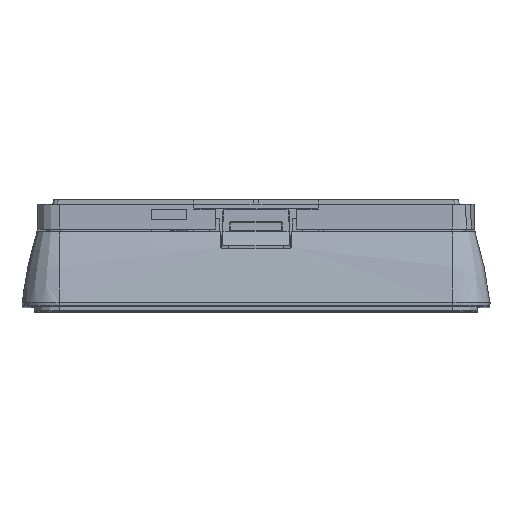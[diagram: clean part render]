
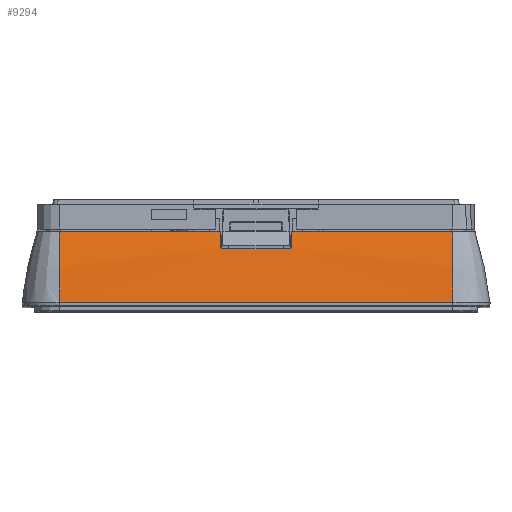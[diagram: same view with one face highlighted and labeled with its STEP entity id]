
A CAD part, top view. The second image highlights one B-rep face of the part: STEP entity #9294.
In plain terms, the highlighted free-form (B-spline) face has degree [2, 1] with [9, 2] control points.
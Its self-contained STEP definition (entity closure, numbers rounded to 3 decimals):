
#9294=ADVANCED_FACE('',(#18774),#160426,.T.);
#18774=FACE_OUTER_BOUND('',#28695,.T.);
#28695=EDGE_LOOP('',(#70724,#70725,#70726,#70727,#70728,#70729,#70730,#70731,
#70732,#70733));
#70724=ORIENTED_EDGE('',*,*,#103214,.T.);
#70725=ORIENTED_EDGE('',*,*,#103589,.T.);
#70726=ORIENTED_EDGE('',*,*,#103169,.T.);
#70727=ORIENTED_EDGE('',*,*,#103170,.T.);
#70728=ORIENTED_EDGE('',*,*,#103171,.T.);
#70729=ORIENTED_EDGE('',*,*,#103172,.T.);
#70730=ORIENTED_EDGE('',*,*,#103173,.T.);
#70731=ORIENTED_EDGE('',*,*,#103594,.T.);
#70732=ORIENTED_EDGE('',*,*,#103210,.T.);
#70733=ORIENTED_EDGE('',*,*,#100715,.F.);
#100715=EDGE_CURVE('',#147214,#147215,#123618,.T.);
#103169=EDGE_CURVE('',#148632,#148633,#132804,.T.);
#103170=EDGE_CURVE('',#148633,#148634,#125476,.T.);
#103171=EDGE_CURVE('',#148634,#148635,#125477,.T.);
#103172=EDGE_CURVE('',#148635,#148636,#125478,.T.);
#103173=EDGE_CURVE('',#148636,#148637,#132805,.T.);
#103210=EDGE_CURVE('',#148638,#147215,#125511,.T.);
#103214=EDGE_CURVE('',#147214,#148631,#125515,.T.);
#103589=EDGE_CURVE('',#148631,#148632,#125784,.T.);
#103594=EDGE_CURVE('',#148637,#148638,#125787,.T.);
#123618=B_SPLINE_CURVE_WITH_KNOTS('',1,(#327263,#327264),.UNSPECIFIED.,
 .F.,.F.,(2,2),(0.,79.),.UNSPECIFIED.);
#125476=B_SPLINE_CURVE_WITH_KNOTS('',3,(#334853,#334854,#334855,#334856,
#334857,#334858),.UNSPECIFIED.,.F.,.F.,(4,2,4),(0.,0.16,0.32),
 .UNSPECIFIED.);
#125477=B_SPLINE_CURVE_WITH_KNOTS('',1,(#334859,#334860),.UNSPECIFIED.,
 .F.,.F.,(2,2),(0.,13.807),.UNSPECIFIED.);
#125478=B_SPLINE_CURVE_WITH_KNOTS('',3,(#334861,#334862,#334863,#334864,
#334865,#334866),.UNSPECIFIED.,.F.,.F.,(4,2,4),(0.,0.16,0.32),
 .UNSPECIFIED.);
#125511=B_SPLINE_CURVE_WITH_KNOTS('',3,(#335101,#335102,#335103,#335104),
 .UNSPECIFIED.,.F.,.F.,(4,4),(-14.479,0.),.UNSPECIFIED.);
#125515=B_SPLINE_CURVE_WITH_KNOTS('',3,(#335145,#335146,#335147,#335148),
 .UNSPECIFIED.,.F.,.F.,(4,4),(-14.479,0.),.UNSPECIFIED.);
#125784=B_SPLINE_CURVE_WITH_KNOTS('',1,(#336420,#336421),.UNSPECIFIED.,
 .F.,.F.,(2,2),(-32.285,0.),.UNSPECIFIED.);
#125787=B_SPLINE_CURVE_WITH_KNOTS('',1,(#336436,#336437),.UNSPECIFIED.,
 .F.,.F.,(2,2),(-32.285,0.),.UNSPECIFIED.);
#132804=(
BOUNDED_CURVE()
B_SPLINE_CURVE(3,(#334849,#334850,#334851,#334852),.UNSPECIFIED.,.F.,.F.)
B_SPLINE_CURVE_WITH_KNOTS((4,4),(0.,3.341),.UNSPECIFIED.)
CURVE()
GEOMETRIC_REPRESENTATION_ITEM()
RATIONAL_B_SPLINE_CURVE((1.,1.,1.,1.))
REPRESENTATION_ITEM('')
);
#132805=(
BOUNDED_CURVE()
B_SPLINE_CURVE(3,(#334867,#334868,#334869,#334870),.UNSPECIFIED.,.F.,.F.)
B_SPLINE_CURVE_WITH_KNOTS((4,4),(0.,3.341),.UNSPECIFIED.)
CURVE()
GEOMETRIC_REPRESENTATION_ITEM()
RATIONAL_B_SPLINE_CURVE((1.,1.,1.,1.))
REPRESENTATION_ITEM('')
);
#147214=VERTEX_POINT('',#323101);
#147215=VERTEX_POINT('',#323102);
#148631=VERTEX_POINT('',#324518);
#148632=VERTEX_POINT('',#324519);
#148633=VERTEX_POINT('',#324520);
#148634=VERTEX_POINT('',#324521);
#148635=VERTEX_POINT('',#324522);
#148636=VERTEX_POINT('',#324523);
#148637=VERTEX_POINT('',#324524);
#148638=VERTEX_POINT('',#324525);
#160426=(
BOUNDED_SURFACE()
B_SPLINE_SURFACE(2,1,((#313552,#313553),(#313554,#313555),(#313556,#313557),
(#313558,#313559),(#313560,#313561),(#313562,#313563),(#313564,#313565),
(#313566,#313567),(#313568,#313569)),.UNSPECIFIED.,.T.,.F.,.F.)
B_SPLINE_SURFACE_WITH_KNOTS((3,2,2,2,3),(2,2),(0.,125.664,251.327,
376.991,502.655),(0.,94.8),.UNSPECIFIED.)
GEOMETRIC_REPRESENTATION_ITEM()
RATIONAL_B_SPLINE_SURFACE(((1.,1.),(0.707,0.707),
(1.,1.),(0.707,0.707),(1.,1.),(0.707,
0.707),(1.,1.),(0.707,0.707),(1.,1.)))
REPRESENTATION_ITEM('')
SURFACE()
);
#313552=CARTESIAN_POINT('',(3.496,-29.068,-17.45));
#313553=CARTESIAN_POINT('',(-91.304,-29.068,-17.45));
#313554=CARTESIAN_POINT('',(3.496,-109.068,-17.45));
#313555=CARTESIAN_POINT('',(-91.304,-109.068,-17.45));
#313556=CARTESIAN_POINT('',(3.496,-109.068,62.55));
#313557=CARTESIAN_POINT('',(-91.304,-109.068,62.55));
#313558=CARTESIAN_POINT('',(3.496,-109.068,142.55));
#313559=CARTESIAN_POINT('',(-91.304,-109.068,142.55));
#313560=CARTESIAN_POINT('',(3.496,-29.068,142.55));
#313561=CARTESIAN_POINT('',(-91.304,-29.068,142.55));
#313562=CARTESIAN_POINT('',(3.496,50.932,142.55));
#313563=CARTESIAN_POINT('',(-91.304,50.932,142.55));
#313564=CARTESIAN_POINT('',(3.496,50.932,62.55));
#313565=CARTESIAN_POINT('',(-91.304,50.932,62.55));
#313566=CARTESIAN_POINT('',(3.496,50.932,-17.45));
#313567=CARTESIAN_POINT('',(-91.304,50.932,-17.45));
#313568=CARTESIAN_POINT('',(3.496,-29.068,-17.45));
#313569=CARTESIAN_POINT('',(-91.304,-29.068,-17.45));
#323101=CARTESIAN_POINT('',(-4.404,-19.7,142.));
#323102=CARTESIAN_POINT('',(-83.404,-19.7,142.));
#324518=CARTESIAN_POINT('',(-4.404,-5.571,139.022));
#324519=CARTESIAN_POINT('',(-36.689,-5.571,139.022));
#324520=CARTESIAN_POINT('',(-36.801,-8.782,139.936));
#324521=CARTESIAN_POINT('',(-37.001,-8.975,139.986));
#324522=CARTESIAN_POINT('',(-50.807,-8.975,139.986));
#324523=CARTESIAN_POINT('',(-51.007,-8.782,139.936));
#324524=CARTESIAN_POINT('',(-51.119,-5.571,139.022));
#324525=CARTESIAN_POINT('',(-83.404,-5.571,139.022));
#327263=CARTESIAN_POINT('',(-4.404,-19.7,142.));
#327264=CARTESIAN_POINT('',(-83.404,-19.7,142.));
#334849=CARTESIAN_POINT('',(-36.689,-5.571,139.022));
#334850=CARTESIAN_POINT('',(-36.726,-6.634,139.349));
#334851=CARTESIAN_POINT('',(-36.763,-7.705,139.653));
#334852=CARTESIAN_POINT('',(-36.801,-8.782,139.936));
#334853=CARTESIAN_POINT('',(-36.801,-8.782,139.936));
#334854=CARTESIAN_POINT('',(-36.802,-8.832,139.949));
#334855=CARTESIAN_POINT('',(-36.824,-8.881,139.962));
#334856=CARTESIAN_POINT('',(-36.897,-8.953,139.98));
#334857=CARTESIAN_POINT('',(-36.948,-8.975,139.986));
#334858=CARTESIAN_POINT('',(-37.001,-8.975,139.986));
#334859=CARTESIAN_POINT('',(-37.001,-8.975,139.986));
#334860=CARTESIAN_POINT('',(-50.807,-8.975,139.986));
#334861=CARTESIAN_POINT('',(-50.807,-8.975,139.986));
#334862=CARTESIAN_POINT('',(-50.86,-8.975,139.986));
#334863=CARTESIAN_POINT('',(-50.911,-8.953,139.98));
#334864=CARTESIAN_POINT('',(-50.984,-8.882,139.962));
#334865=CARTESIAN_POINT('',(-51.006,-8.832,139.949));
#334866=CARTESIAN_POINT('',(-51.007,-8.782,139.936));
#334867=CARTESIAN_POINT('',(-51.007,-8.782,139.936));
#334868=CARTESIAN_POINT('',(-51.045,-7.705,139.653));
#334869=CARTESIAN_POINT('',(-51.082,-6.634,139.349));
#334870=CARTESIAN_POINT('',(-51.119,-5.571,139.022));
#335101=CARTESIAN_POINT('',(-83.404,-5.571,139.022));
#335102=CARTESIAN_POINT('',(-83.404,-10.178,140.437));
#335103=CARTESIAN_POINT('',(-83.404,-14.913,141.436));
#335104=CARTESIAN_POINT('',(-83.404,-19.7,142.));
#335145=CARTESIAN_POINT('',(-4.404,-19.7,142.));
#335146=CARTESIAN_POINT('',(-4.404,-14.913,141.436));
#335147=CARTESIAN_POINT('',(-4.404,-10.178,140.437));
#335148=CARTESIAN_POINT('',(-4.404,-5.571,139.022));
#336420=CARTESIAN_POINT('',(-4.404,-5.571,139.022));
#336421=CARTESIAN_POINT('',(-36.689,-5.571,139.022));
#336436=CARTESIAN_POINT('',(-51.119,-5.571,139.022));
#336437=CARTESIAN_POINT('',(-83.404,-5.571,139.022));
